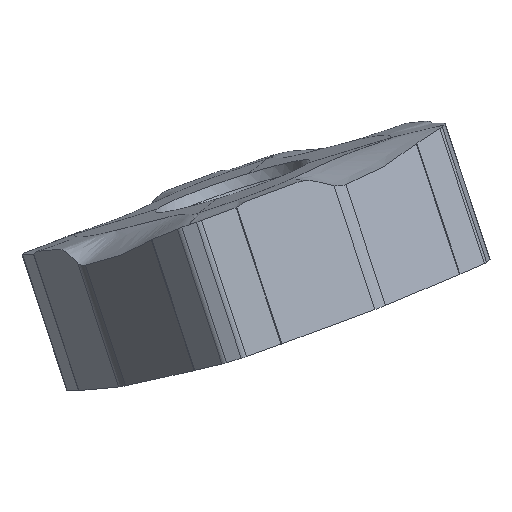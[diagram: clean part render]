
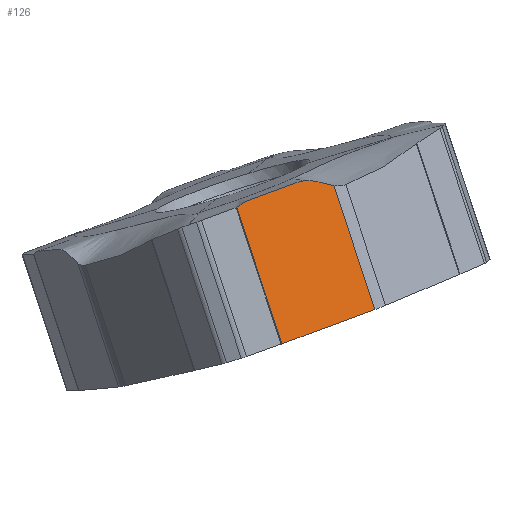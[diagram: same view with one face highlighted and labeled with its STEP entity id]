
A CAD part, front view. The second image highlights one B-rep face of the part: STEP entity #126.
In plain terms, the highlighted planar face has unit normal (0.371, -0.928, 0.034).
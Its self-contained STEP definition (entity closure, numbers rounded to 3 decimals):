
#77=FACE_OUTER_BOUND('',#225,.T.);
#126=ADVANCED_FACE('',(#77),#178,.T.);
#178=PLANE('',#1190);
#225=EDGE_LOOP('',(#476,#477,#478,#479));
#476=ORIENTED_EDGE('',*,*,#888,.T.);
#477=ORIENTED_EDGE('',*,*,#789,.F.);
#478=ORIENTED_EDGE('',*,*,#889,.T.);
#479=ORIENTED_EDGE('',*,*,#854,.F.);
#670=VERTEX_POINT('',#1904);
#671=VERTEX_POINT('',#1906);
#731=VERTEX_POINT('',#3816);
#732=VERTEX_POINT('',#3839);
#789=EDGE_CURVE('',#670,#671,#941,.T.);
#854=EDGE_CURVE('',#731,#732,#1109,.T.);
#888=EDGE_CURVE('',#731,#671,#958,.T.);
#889=EDGE_CURVE('',#670,#732,#959,.T.);
#941=LINE('',#1905,#1005);
#958=LINE('',#5575,#1022);
#959=LINE('',#5576,#1023);
#1005=VECTOR('',#1290,1.);
#1022=VECTOR('',#1345,1.);
#1023=VECTOR('',#1346,1.);
#1109=B_SPLINE_CURVE_WITH_KNOTS('',3,(#3817,#3818,#3819,#3820,#3821,#3822,
#3823,#3824,#3825,#3826,#3827,#3828,#3829,#3830,#3831,#3832,#3833,#3834,
#3835,#3836,#3837,#3838),.UNSPECIFIED.,.F.,.F.,(4,3,3,3,3,3,3,4),(0.,0.052,
0.125,0.204,0.284,0.602,
0.744,1.),.UNSPECIFIED.);
#1190=AXIS2_PLACEMENT_3D('',#5577,#1347,#1348);
#1290=DIRECTION('',(-0.875,-0.362,-0.322));
#1345=DIRECTION('',(0.312,0.09,-0.946));
#1346=DIRECTION('',(-0.312,-0.09,0.946));
#1347=DIRECTION('',(0.371,-0.928,0.034));
#1348=DIRECTION('',(-0.875,-0.362,-0.322));
#1904=CARTESIAN_POINT('',(-80.87,-30.947,-19.63));
#1905=CARTESIAN_POINT('',(-84.467,-32.436,-20.956));
#1906=CARTESIAN_POINT('',(-84.452,-32.43,-20.951));
#3816=CARTESIAN_POINT('',(-86.185,-32.929,-15.688));
#3817=CARTESIAN_POINT('',(-86.185,-32.929,-15.688));
#3818=CARTESIAN_POINT('',(-86.124,-32.903,-15.657));
#3819=CARTESIAN_POINT('',(-86.068,-32.88,-15.614));
#3820=CARTESIAN_POINT('',(-86.014,-32.856,-15.571));
#3821=CARTESIAN_POINT('',(-85.938,-32.824,-15.511));
#3822=CARTESIAN_POINT('',(-85.853,-32.788,-15.463));
#3823=CARTESIAN_POINT('',(-85.764,-32.751,-15.43));
#3824=CARTESIAN_POINT('',(-85.666,-32.71,-15.393));
#3825=CARTESIAN_POINT('',(-85.567,-32.669,-15.358));
#3826=CARTESIAN_POINT('',(-85.468,-32.629,-15.322));
#3827=CARTESIAN_POINT('',(-85.37,-32.588,-15.286));
#3828=CARTESIAN_POINT('',(-85.271,-32.547,-15.249));
#3829=CARTESIAN_POINT('',(-85.173,-32.506,-15.213));
#3830=CARTESIAN_POINT('',(-84.778,-32.343,-15.067));
#3831=CARTESIAN_POINT('',(-84.384,-32.18,-14.923));
#3832=CARTESIAN_POINT('',(-83.99,-32.017,-14.776));
#3833=CARTESIAN_POINT('',(-83.816,-31.944,-14.711));
#3834=CARTESIAN_POINT('',(-83.632,-31.868,-14.651));
#3835=CARTESIAN_POINT('',(-83.446,-31.794,-14.656));
#3836=CARTESIAN_POINT('',(-83.108,-31.659,-14.665));
#3837=CARTESIAN_POINT('',(-82.78,-31.533,-14.798));
#3838=CARTESIAN_POINT('',(-82.445,-31.401,-14.849));
#3839=CARTESIAN_POINT('',(-82.445,-31.401,-14.849));
#5575=CARTESIAN_POINT('',(-86.891,-33.133,-13.544));
#5576=CARTESIAN_POINT('',(-83.31,-31.65,-12.223));
#5577=CARTESIAN_POINT('',(-86.907,-33.139,-13.549));
